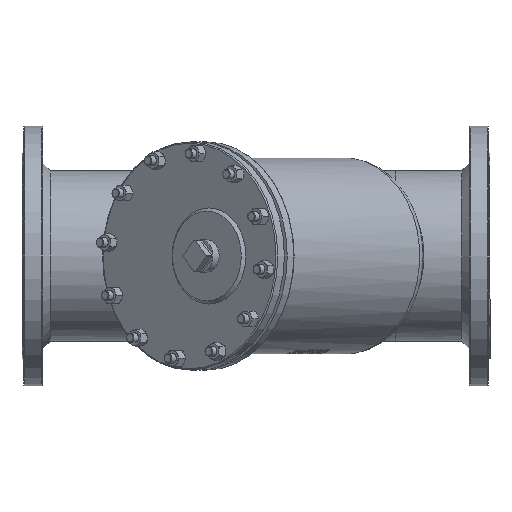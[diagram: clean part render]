
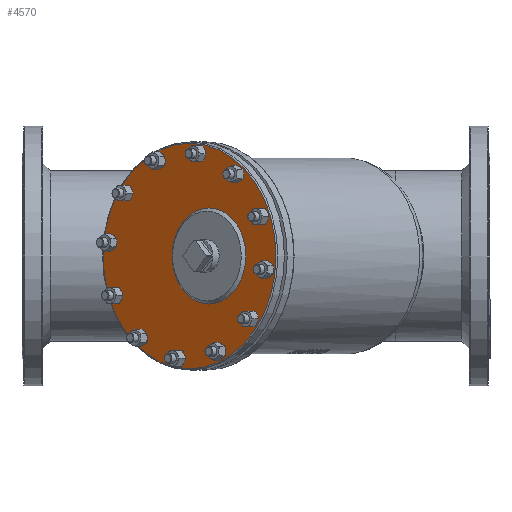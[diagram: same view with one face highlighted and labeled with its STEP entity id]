
A CAD part, front view. The second image highlights one B-rep face of the part: STEP entity #4570.
In plain terms, the highlighted planar face has unit normal (-0.643, -0.766, 0).
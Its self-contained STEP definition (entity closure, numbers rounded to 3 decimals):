
#159=FACE_BOUND('',#929,.T.);
#160=FACE_BOUND('',#930,.T.);
#161=FACE_BOUND('',#931,.T.);
#162=FACE_BOUND('',#932,.T.);
#163=FACE_BOUND('',#933,.T.);
#164=FACE_BOUND('',#934,.T.);
#165=FACE_BOUND('',#935,.T.);
#166=FACE_BOUND('',#936,.T.);
#167=FACE_BOUND('',#937,.T.);
#168=FACE_BOUND('',#938,.T.);
#169=FACE_BOUND('',#939,.T.);
#170=FACE_BOUND('',#940,.T.);
#171=FACE_BOUND('',#941,.T.);
#415=PLANE('',#4981);
#662=FACE_OUTER_BOUND('',#928,.T.);
#928=EDGE_LOOP('',(#3412));
#929=EDGE_LOOP('',(#3413));
#930=EDGE_LOOP('',(#3414));
#931=EDGE_LOOP('',(#3415));
#932=EDGE_LOOP('',(#3416));
#933=EDGE_LOOP('',(#3417));
#934=EDGE_LOOP('',(#3418));
#935=EDGE_LOOP('',(#3419));
#936=EDGE_LOOP('',(#3420));
#937=EDGE_LOOP('',(#3421));
#938=EDGE_LOOP('',(#3422));
#939=EDGE_LOOP('',(#3423));
#940=EDGE_LOOP('',(#3424));
#941=EDGE_LOOP('',(#3425));
#1599=CIRCLE('',#4975,176.);
#1604=CIRCLE('',#4982,7.5);
#1605=CIRCLE('',#4983,7.5);
#1606=CIRCLE('',#4984,7.5);
#1607=CIRCLE('',#4985,7.5);
#1608=CIRCLE('',#4986,7.5);
#1609=CIRCLE('',#4987,7.5);
#1610=CIRCLE('',#4988,7.5);
#1611=CIRCLE('',#4989,7.5);
#1612=CIRCLE('',#4990,7.5);
#1613=CIRCLE('',#4991,7.5);
#1614=CIRCLE('',#4992,7.5);
#1615=CIRCLE('',#4993,7.5);
#1616=CIRCLE('',#4994,75.);
#2002=VERTEX_POINT('',#8683);
#2006=VERTEX_POINT('',#8695);
#2007=VERTEX_POINT('',#8697);
#2008=VERTEX_POINT('',#8699);
#2009=VERTEX_POINT('',#8701);
#2010=VERTEX_POINT('',#8703);
#2011=VERTEX_POINT('',#8705);
#2012=VERTEX_POINT('',#8707);
#2013=VERTEX_POINT('',#8709);
#2014=VERTEX_POINT('',#8711);
#2015=VERTEX_POINT('',#8713);
#2016=VERTEX_POINT('',#8715);
#2017=VERTEX_POINT('',#8717);
#2018=VERTEX_POINT('',#8719);
#2515=EDGE_CURVE('',#2002,#2002,#1599,.T.);
#2521=EDGE_CURVE('',#2006,#2006,#1604,.T.);
#2522=EDGE_CURVE('',#2007,#2007,#1605,.T.);
#2523=EDGE_CURVE('',#2008,#2008,#1606,.T.);
#2524=EDGE_CURVE('',#2009,#2009,#1607,.T.);
#2525=EDGE_CURVE('',#2010,#2010,#1608,.T.);
#2526=EDGE_CURVE('',#2011,#2011,#1609,.T.);
#2527=EDGE_CURVE('',#2012,#2012,#1610,.T.);
#2528=EDGE_CURVE('',#2013,#2013,#1611,.T.);
#2529=EDGE_CURVE('',#2014,#2014,#1612,.T.);
#2530=EDGE_CURVE('',#2015,#2015,#1613,.T.);
#2531=EDGE_CURVE('',#2016,#2016,#1614,.T.);
#2532=EDGE_CURVE('',#2017,#2017,#1615,.T.);
#2533=EDGE_CURVE('',#2018,#2018,#1616,.T.);
#3412=ORIENTED_EDGE('',*,*,#2515,.F.);
#3413=ORIENTED_EDGE('',*,*,#2521,.T.);
#3414=ORIENTED_EDGE('',*,*,#2522,.T.);
#3415=ORIENTED_EDGE('',*,*,#2523,.T.);
#3416=ORIENTED_EDGE('',*,*,#2524,.T.);
#3417=ORIENTED_EDGE('',*,*,#2525,.T.);
#3418=ORIENTED_EDGE('',*,*,#2526,.T.);
#3419=ORIENTED_EDGE('',*,*,#2527,.T.);
#3420=ORIENTED_EDGE('',*,*,#2528,.T.);
#3421=ORIENTED_EDGE('',*,*,#2529,.T.);
#3422=ORIENTED_EDGE('',*,*,#2530,.T.);
#3423=ORIENTED_EDGE('',*,*,#2531,.T.);
#3424=ORIENTED_EDGE('',*,*,#2532,.T.);
#3425=ORIENTED_EDGE('',*,*,#2533,.T.);
#4570=ADVANCED_FACE('',(#662,#159,#160,#161,#162,#163,#164,#165,#166,#167,
#168,#169,#170,#171),#415,.T.);
#4975=AXIS2_PLACEMENT_3D('',#8684,#5855,#5856);
#4981=AXIS2_PLACEMENT_3D('',#8694,#5868,#5869);
#4982=AXIS2_PLACEMENT_3D('',#8696,#5870,#5871);
#4983=AXIS2_PLACEMENT_3D('',#8698,#5872,#5873);
#4984=AXIS2_PLACEMENT_3D('',#8700,#5874,#5875);
#4985=AXIS2_PLACEMENT_3D('',#8702,#5876,#5877);
#4986=AXIS2_PLACEMENT_3D('',#8704,#5878,#5879);
#4987=AXIS2_PLACEMENT_3D('',#8706,#5880,#5881);
#4988=AXIS2_PLACEMENT_3D('',#8708,#5882,#5883);
#4989=AXIS2_PLACEMENT_3D('',#8710,#5884,#5885);
#4990=AXIS2_PLACEMENT_3D('',#8712,#5886,#5887);
#4991=AXIS2_PLACEMENT_3D('',#8714,#5888,#5889);
#4992=AXIS2_PLACEMENT_3D('',#8716,#5890,#5891);
#4993=AXIS2_PLACEMENT_3D('',#8718,#5892,#5893);
#4994=AXIS2_PLACEMENT_3D('',#8720,#5894,#5895);
#5855=DIRECTION('center_axis',(0.643,0.766,0.));
#5856=DIRECTION('ref_axis',(-0.766,0.643,0.));
#5868=DIRECTION('center_axis',(-0.643,-0.766,0.));
#5869=DIRECTION('ref_axis',(0.,0.,
1.));
#5870=DIRECTION('center_axis',(0.643,0.766,0.));
#5871=DIRECTION('ref_axis',(0.766,-0.643,0.));
#5872=DIRECTION('center_axis',(0.643,0.766,0.));
#5873=DIRECTION('ref_axis',(0.766,-0.643,0.));
#5874=DIRECTION('center_axis',(0.643,0.766,0.));
#5875=DIRECTION('ref_axis',(0.766,-0.643,0.));
#5876=DIRECTION('center_axis',(0.643,0.766,0.));
#5877=DIRECTION('ref_axis',(0.766,-0.643,0.));
#5878=DIRECTION('center_axis',(0.643,0.766,0.));
#5879=DIRECTION('ref_axis',(0.766,-0.643,0.));
#5880=DIRECTION('center_axis',(0.643,0.766,0.));
#5881=DIRECTION('ref_axis',(0.766,-0.643,0.));
#5882=DIRECTION('center_axis',(0.643,0.766,0.));
#5883=DIRECTION('ref_axis',(0.766,-0.643,0.));
#5884=DIRECTION('center_axis',(0.643,0.766,0.));
#5885=DIRECTION('ref_axis',(0.766,-0.643,0.));
#5886=DIRECTION('center_axis',(0.643,0.766,0.));
#5887=DIRECTION('ref_axis',(0.766,-0.643,0.));
#5888=DIRECTION('center_axis',(0.643,0.766,0.));
#5889=DIRECTION('ref_axis',(0.766,-0.643,0.));
#5890=DIRECTION('center_axis',(0.643,0.766,0.));
#5891=DIRECTION('ref_axis',(0.766,-0.643,0.));
#5892=DIRECTION('center_axis',(0.643,0.766,0.));
#5893=DIRECTION('ref_axis',(0.766,-0.643,0.));
#5894=DIRECTION('center_axis',(0.643,0.766,0.));
#5895=DIRECTION('ref_axis',(0.766,-0.643,0.));
#8683=CARTESIAN_POINT('',(-436.683,-341.656,-176.));
#8684=CARTESIAN_POINT('Origin',(-436.683,-341.656,0.));
#8694=CARTESIAN_POINT('Origin',(-436.683,-341.656,0.));
#8695=CARTESIAN_POINT('',(-458.527,-323.327,-159.623));
#8696=CARTESIAN_POINT('Origin',(-452.781,-328.148,-159.623));
#8697=CARTESIAN_POINT('',(-556.374,-241.224,-61.612));
#8698=CARTESIAN_POINT('Origin',(-550.628,-246.045,-61.612));
#8699=CARTESIAN_POINT('',(-426.33,-350.343,159.623));
#8700=CARTESIAN_POINT('Origin',(-420.585,-355.164,159.623));
#8701=CARTESIAN_POINT('',(-328.484,-432.446,61.612));
#8702=CARTESIAN_POINT('Origin',(-322.738,-437.267,61.612));
#8703=CARTESIAN_POINT('',(-564.707,-234.231,21.015));
#8704=CARTESIAN_POINT('Origin',(-558.961,-239.052,21.015));
#8705=CARTESIAN_POINT('',(-320.151,-439.438,-21.015));
#8706=CARTESIAN_POINT('Origin',(-314.405,-444.259,-21.015));
#8707=CARTESIAN_POINT('',(-395.231,-376.438,-148.745));
#8708=CARTESIAN_POINT('Origin',(-389.486,-381.259,-148.745));
#8709=CARTESIAN_POINT('',(-517.509,-273.835,-127.73));
#8710=CARTESIAN_POINT('Origin',(-511.764,-278.656,-127.73));
#8711=CARTESIAN_POINT('',(-367.348,-399.835,127.73));
#8712=CARTESIAN_POINT('Origin',(-361.603,-404.656,127.73));
#8713=CARTESIAN_POINT('',(-489.626,-297.231,148.745));
#8714=CARTESIAN_POINT('Origin',(-483.881,-302.052,148.745));
#8715=CARTESIAN_POINT('',(-540.275,-254.732,98.011));
#8716=CARTESIAN_POINT('Origin',(-534.53,-259.553,98.011));
#8717=CARTESIAN_POINT('',(-344.582,-418.938,-98.011));
#8718=CARTESIAN_POINT('Origin',(-338.837,-423.759,-98.011));
#8719=CARTESIAN_POINT('',(-348.93,-415.29,0.));
#8720=CARTESIAN_POINT('Origin',(-406.383,-367.081,0.));
